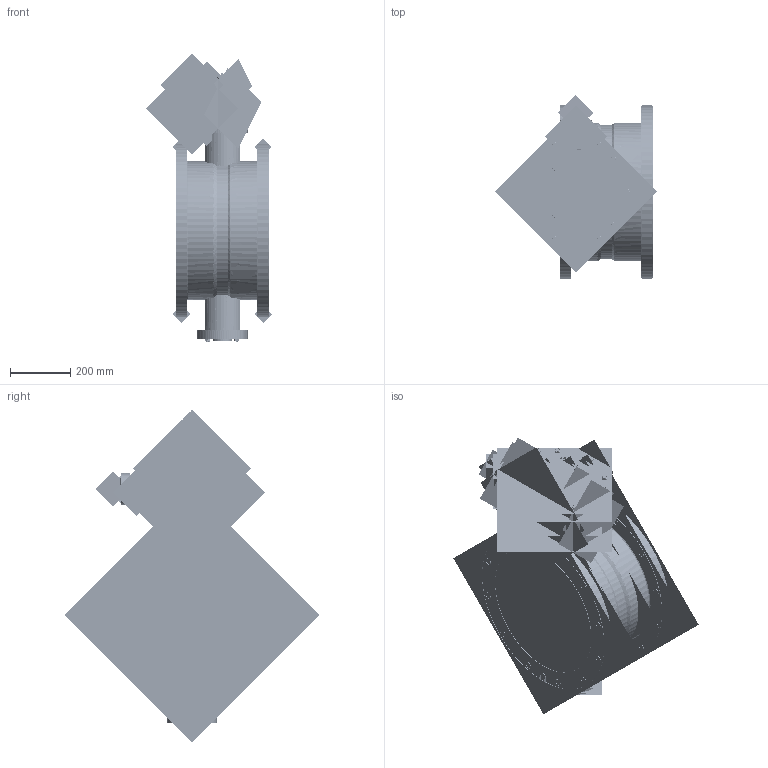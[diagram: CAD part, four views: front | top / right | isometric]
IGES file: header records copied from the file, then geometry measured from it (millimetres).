
Start section:  PTC IGES file: class_250ii_mj_x_mj-16-inch_asm.igs
Global section: file name: class_250ii_mj_x_mj-16-inch_asm.igs; native system: Creo Parametric by Parametric Technology Corporation; preprocessor: 2013050; author: HAPPY; organization: Unknown; date: 20161214.183920; units: inch
Bounding box: 534.49 x 843.19 x 1098.48 mm (x, y, z)
Volume: 36310993.1 mm3; surface area: 17645139.6 mm2
Topology: 23 solids, 23 shells, 5386 faces, 29654 edges, 38796 vertices
Faces by surface type: revolution 4768, bspline 618
